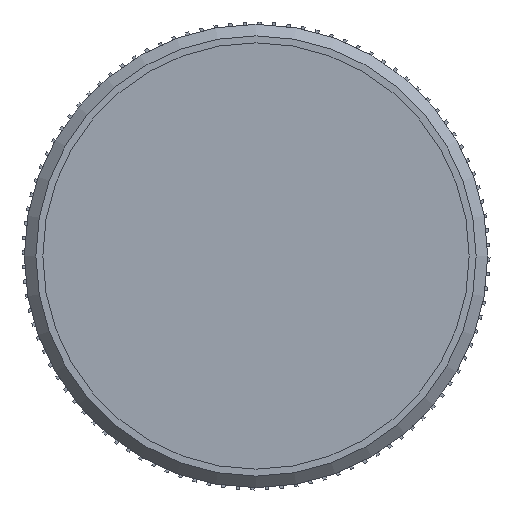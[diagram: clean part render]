
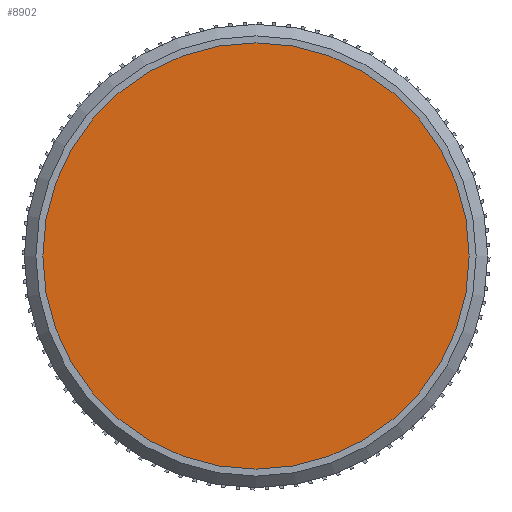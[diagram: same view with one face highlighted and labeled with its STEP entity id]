
A CAD part, front view. The second image highlights one B-rep face of the part: STEP entity #8902.
In plain terms, the highlighted planar face has unit normal (0, -1, 0).
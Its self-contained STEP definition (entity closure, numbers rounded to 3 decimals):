
#219=PLANE('',#9631);
#827=FACE_OUTER_BOUND('',#1435,.T.);
#1435=EDGE_LOOP('',(#6491));
#4451=CIRCLE('',#9632,9.2);
#4459=VERTEX_POINT('',#12695);
#5270=EDGE_CURVE('',#4459,#4459,#4451,.T.);
#6491=ORIENTED_EDGE('',*,*,#5270,.F.);
#8902=ADVANCED_FACE('',(#827),#219,.T.);
#9631=AXIS2_PLACEMENT_3D('',#12694,#10264,#10265);
#9632=AXIS2_PLACEMENT_3D('',#12696,#10266,#10267);
#10264=DIRECTION('center_axis',(0.,-1.,0.));
#10265=DIRECTION('ref_axis',(0.,0.,-1.));
#10266=DIRECTION('center_axis',(0.,1.,0.));
#10267=DIRECTION('ref_axis',(1.,0.,0.));
#12694=CARTESIAN_POINT('Origin',(-9.2,-0.8,0.));
#12695=CARTESIAN_POINT('',(9.2,-0.8,0.));
#12696=CARTESIAN_POINT('Origin',(0.,-0.8,0.));
